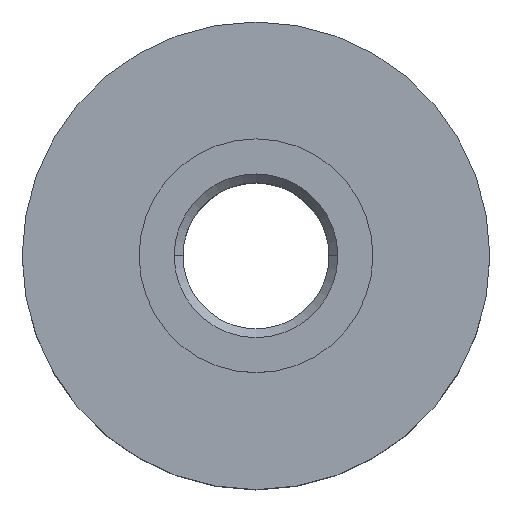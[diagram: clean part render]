
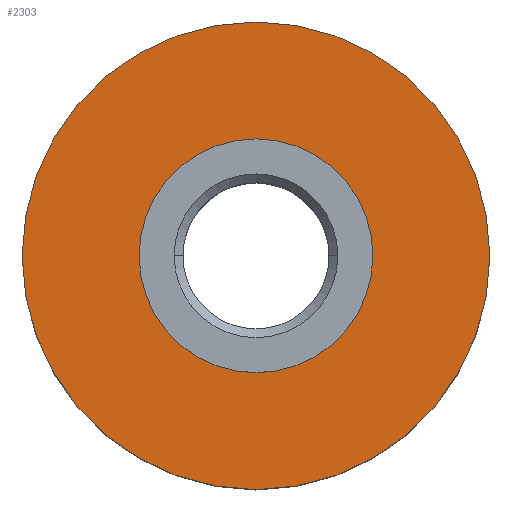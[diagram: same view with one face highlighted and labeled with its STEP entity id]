
A CAD part, top view. The second image highlights one B-rep face of the part: STEP entity #2303.
In plain terms, the highlighted planar face has unit normal (0, 0, 1).
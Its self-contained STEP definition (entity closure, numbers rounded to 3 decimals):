
#411 = CARTESIAN_POINT ( 'NONE',  ( 0., 0., 3.7 ) ) ;
#412 = DIRECTION ( 'NONE',  ( 0., 0., 1. ) ) ;
#413 = DIRECTION ( 'NONE',  ( 1., 0., 0. ) ) ;
#415 = CARTESIAN_POINT ( 'NONE',  ( 0., 0., 3.7 ) ) ;
#416 = DIRECTION ( 'NONE',  ( 0., 0., 1. ) ) ;
#417 = DIRECTION ( 'NONE',  ( 1., 0., 0. ) ) ;
#661 = CIRCLE ( 'NONE', #920, 8. ) ;
#662 = CIRCLE ( 'NONE', #921, 4. ) ;
#688 = CIRCLE ( 'NONE', #927, 4. ) ;
#697 = CIRCLE ( 'NONE', #930, 8. ) ;
#920 = AXIS2_PLACEMENT_3D ( 'NONE', #411, #412, #413 ) ;
#921 = AXIS2_PLACEMENT_3D ( 'NONE', #415, #416, #417 ) ;
#927 = AXIS2_PLACEMENT_3D ( 'NONE', #1011, #1012, #1013 ) ;
#930 = AXIS2_PLACEMENT_3D ( 'NONE', #1026, #1027, #1028 ) ;
#1011 = CARTESIAN_POINT ( 'NONE',  ( 0., 0., 3.7 ) ) ;
#1012 = DIRECTION ( 'NONE',  ( 0., 0., 1. ) ) ;
#1013 = DIRECTION ( 'NONE',  ( 1., 0., 0. ) ) ;
#1026 = CARTESIAN_POINT ( 'NONE',  ( 0., 0., 3.7 ) ) ;
#1027 = DIRECTION ( 'NONE',  ( 0., 0., 1. ) ) ;
#1028 = DIRECTION ( 'NONE',  ( 1., 0., 0. ) ) ;
#1314 = EDGE_LOOP ( 'NONE', ( #2599, #2600 ) ) ;
#1338 = EDGE_LOOP ( 'NONE', ( #2601, #2602 ) ) ;
#2303 = ADVANCED_FACE ( 'NONE', ( #4720, #4722 ), #5177, .F. ) ;
#2599 = ORIENTED_EDGE ( 'NONE', *, *, #4199, .F. ) ;
#2600 = ORIENTED_EDGE ( 'NONE', *, *, #4183, .F. ) ;
#2601 = ORIENTED_EDGE ( 'NONE', *, *, #4205, .T. ) ;
#2602 = ORIENTED_EDGE ( 'NONE', *, *, #4182, .T. ) ;
#2658 = VERTEX_POINT ( 'NONE', #5225 ) ;
#2659 = VERTEX_POINT ( 'NONE', #5226 ) ;
#2666 = VERTEX_POINT ( 'NONE', #5233 ) ;
#2668 = VERTEX_POINT ( 'NONE', #5235 ) ;
#3807 = AXIS2_PLACEMENT_3D ( 'NONE', #5175, #5174, #5179 ) ;
#4182 = EDGE_CURVE ( 'NONE', #2668, #2666, #661, .T. ) ;
#4183 = EDGE_CURVE ( 'NONE', #2659, #2658, #662, .T. ) ;
#4199 = EDGE_CURVE ( 'NONE', #2658, #2659, #688, .T. ) ;
#4205 = EDGE_CURVE ( 'NONE', #2666, #2668, #697, .T. ) ;
#4720 = FACE_BOUND ( 'NONE', #1314, .T. ) ;
#4722 = FACE_OUTER_BOUND ( 'NONE', #1338, .T. ) ;
#5174 = DIRECTION ( 'NONE',  ( 0., 0., -1. ) ) ;
#5175 = CARTESIAN_POINT ( 'NONE',  ( 0., 8., 3.7 ) ) ;
#5177 = PLANE ( 'NONE',  #3807 ) ;
#5179 = DIRECTION ( 'NONE',  ( -1., 0., 0. ) ) ;
#5225 = CARTESIAN_POINT ( 'NONE',  ( 4., 0., 3.7 ) ) ;
#5226 = CARTESIAN_POINT ( 'NONE',  ( -4., 0., 3.7 ) ) ;
#5233 = CARTESIAN_POINT ( 'NONE',  ( 8., 0., 3.7 ) ) ;
#5235 = CARTESIAN_POINT ( 'NONE',  ( -8., 0., 3.7 ) ) ;
